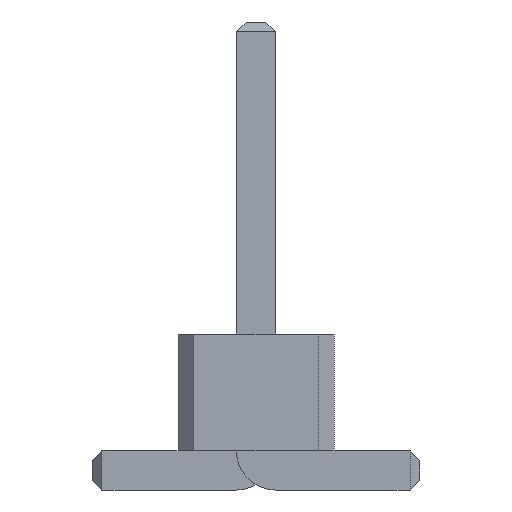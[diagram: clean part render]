
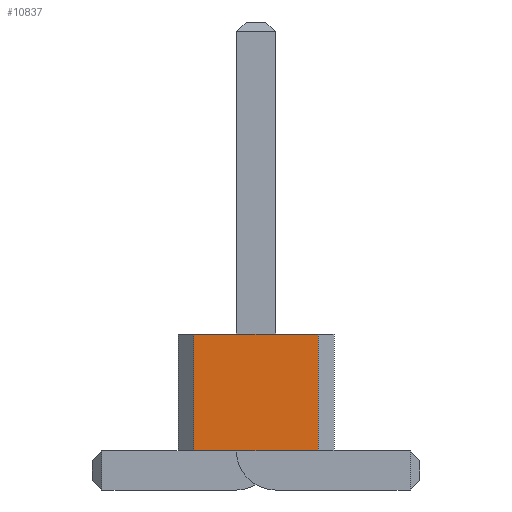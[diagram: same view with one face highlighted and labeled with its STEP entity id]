
A CAD part, front view. The second image highlights one B-rep face of the part: STEP entity #10837.
In plain terms, the highlighted planar face has unit normal (0, -1, 0).
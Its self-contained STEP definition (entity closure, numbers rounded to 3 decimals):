
#1958 = VERTEX_POINT('',#1959);
#1959 = CARTESIAN_POINT('',(0.8,-38.,0.5));
#1965 = EDGE_CURVE('',#1966,#1958,#1968,.T.);
#1966 = VERTEX_POINT('',#1967);
#1967 = CARTESIAN_POINT('',(-0.8,-38.,0.5));
#1968 = LINE('',#1969,#1970);
#1969 = CARTESIAN_POINT('',(-0.8,-38.,0.5));
#1970 = VECTOR('',#1971,1.);
#1971 = DIRECTION('',(1.,0.,0.));
#4686 = VERTEX_POINT('',#4687);
#4687 = CARTESIAN_POINT('',(0.8,-38.,2.));
#4693 = EDGE_CURVE('',#4694,#4686,#4696,.T.);
#4694 = VERTEX_POINT('',#4695);
#4695 = CARTESIAN_POINT('',(-0.8,-38.,2.));
#4696 = LINE('',#4697,#4698);
#4697 = CARTESIAN_POINT('',(-0.8,-38.,2.));
#4698 = VECTOR('',#4699,1.);
#4699 = DIRECTION('',(1.,0.,0.));
#10826 = EDGE_CURVE('',#1966,#4694,#10827,.T.);
#10827 = LINE('',#10828,#10829);
#10828 = CARTESIAN_POINT('',(-0.8,-38.,0.5));
#10829 = VECTOR('',#10830,1.);
#10830 = DIRECTION('',(0.,0.,1.));
#10837 = ADVANCED_FACE('',(#10838),#10849,.F.);
#10838 = FACE_BOUND('',#10839,.F.);
#10839 = EDGE_LOOP('',(#10840,#10841,#10842,#10848));
#10840 = ORIENTED_EDGE('',*,*,#10826,.T.);
#10841 = ORIENTED_EDGE('',*,*,#4693,.T.);
#10842 = ORIENTED_EDGE('',*,*,#10843,.F.);
#10843 = EDGE_CURVE('',#1958,#4686,#10844,.T.);
#10844 = LINE('',#10845,#10846);
#10845 = CARTESIAN_POINT('',(0.8,-38.,0.5));
#10846 = VECTOR('',#10847,1.);
#10847 = DIRECTION('',(0.,0.,1.));
#10848 = ORIENTED_EDGE('',*,*,#1965,.F.);
#10849 = PLANE('',#10850);
#10850 = AXIS2_PLACEMENT_3D('',#10851,#10852,#10853);
#10851 = CARTESIAN_POINT('',(-0.8,-38.,0.5));
#10852 = DIRECTION('',(0.,1.,0.));
#10853 = DIRECTION('',(1.,0.,0.));
